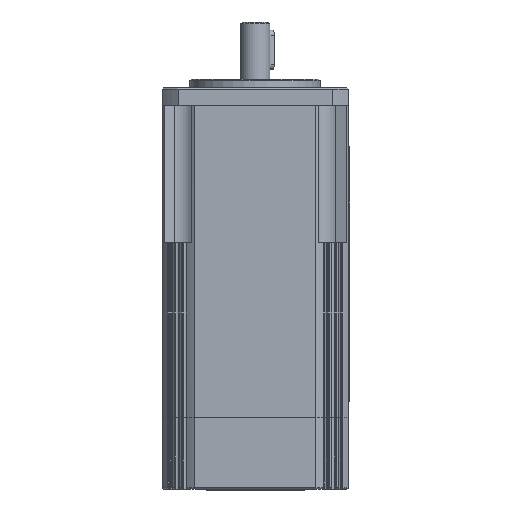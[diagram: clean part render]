
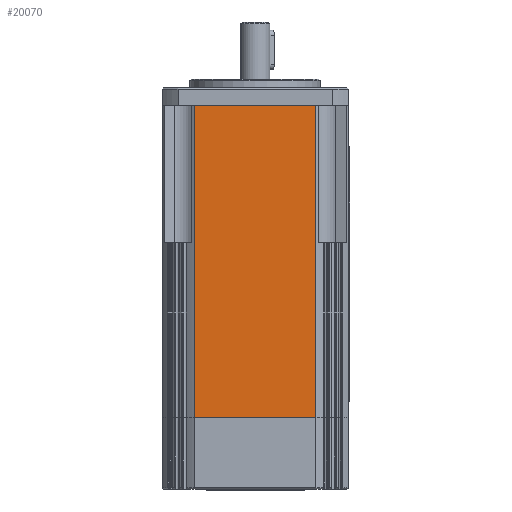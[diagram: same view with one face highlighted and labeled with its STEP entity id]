
A CAD part, front view. The second image highlights one B-rep face of the part: STEP entity #20070.
In plain terms, the highlighted planar face has unit normal (0, -1, 0).
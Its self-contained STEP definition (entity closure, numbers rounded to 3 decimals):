
#20031=CARTESIAN_POINT('',(0.,-28.5,0.0));
#20032=DIRECTION('',(0.0,-1.0,0.0));
#20033=DIRECTION('',(0.0,0.0,-1.0));
#20034=AXIS2_PLACEMENT_3D('',#20031,#20032,#20033);
#20035=PLANE('',#20034);
#20036=CARTESIAN_POINT('',(18.54,-28.5,95.5));
#20037=VERTEX_POINT('',#20036);
#20038=CARTESIAN_POINT('',(-18.54,-28.5,95.5));
#20039=VERTEX_POINT('',#20038);
#20040=CARTESIAN_POINT('',(18.54,-28.5,95.5));
#20041=DIRECTION('',(-1.0,0.0,0.0));
#20042=VECTOR('',#20041,37.081);
#20043=LINE('',#20040,#20042);
#20044=EDGE_CURVE('',#20037,#20039,#20043,.T.);
#20045=ORIENTED_EDGE('',*,*,#20044,.T.);
#20046=CARTESIAN_POINT('',(-18.54,-28.5,0.0));
#20047=VERTEX_POINT('',#20046);
#20048=CARTESIAN_POINT('',(-18.54,-28.5,0.0));
#20049=DIRECTION('',(0.0,0.0,1.0));
#20050=VECTOR('',#20049,95.5);
#20051=LINE('',#20048,#20050);
#20052=EDGE_CURVE('',#20047,#20039,#20051,.T.);
#20053=ORIENTED_EDGE('',*,*,#20052,.F.);
#20054=CARTESIAN_POINT('',(18.54,-28.5,0.0));
#20055=VERTEX_POINT('',#20054);
#20056=CARTESIAN_POINT('',(18.54,-28.5,0.0));
#20057=DIRECTION('',(-1.0,0.0,0.0));
#20058=VECTOR('',#20057,37.081);
#20059=LINE('',#20056,#20058);
#20060=EDGE_CURVE('',#20055,#20047,#20059,.T.);
#20061=ORIENTED_EDGE('',*,*,#20060,.F.);
#20062=CARTESIAN_POINT('',(18.54,-28.5,0.0));
#20063=DIRECTION('',(0.0,0.0,1.0));
#20064=VECTOR('',#20063,95.5);
#20065=LINE('',#20062,#20064);
#20066=EDGE_CURVE('',#20055,#20037,#20065,.T.);
#20067=ORIENTED_EDGE('',*,*,#20066,.T.);
#20068=EDGE_LOOP('',(#20045,#20053,#20061,#20067));
#20069=FACE_OUTER_BOUND('',#20068,.T.);
#20070=ADVANCED_FACE('',(#20069),#20035,.T.);
